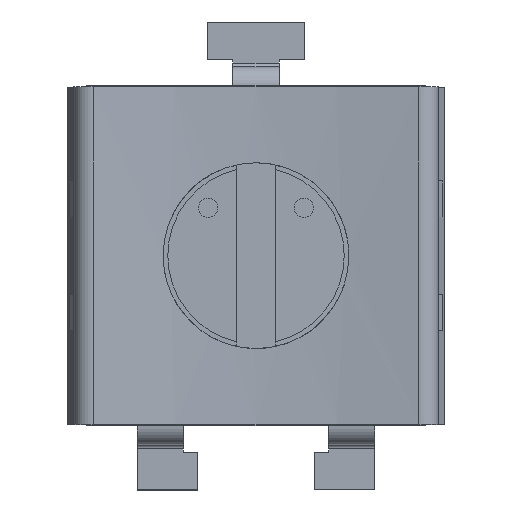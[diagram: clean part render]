
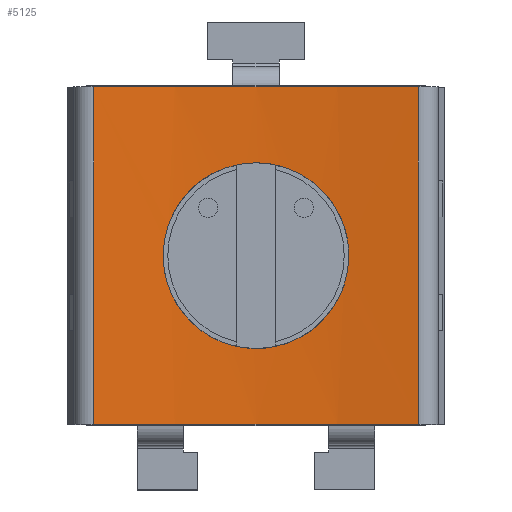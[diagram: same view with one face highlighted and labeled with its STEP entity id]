
A CAD part, top view. The second image highlights one B-rep face of the part: STEP entity #5125.
In plain terms, the highlighted cylindrical face has radius 13.589 mm (diameter 27.178 mm), a partial arc.
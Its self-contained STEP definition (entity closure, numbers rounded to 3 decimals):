
#4368=CARTESIAN_POINT('',(1.23,0.,2.613));
#4369=VERTEX_POINT('',#4368);
#4407=CARTESIAN_POINT('',(-1.23,0.,2.613));
#4408=VERTEX_POINT('',#4407);
#4415=CARTESIAN_POINT('',(1.23,0.,2.613));
#4416=CARTESIAN_POINT('',(1.23,-0.155,2.613));
#4417=CARTESIAN_POINT('',(1.199,-0.319,2.61));
#4418=CARTESIAN_POINT('',(1.074,-0.622,2.599));
#4419=CARTESIAN_POINT('',(0.979,-0.761,2.592));
#4420=CARTESIAN_POINT('',(0.761,-0.979,2.578));
#4421=CARTESIAN_POINT('',(0.622,-1.074,2.57));
#4422=CARTESIAN_POINT('',(0.319,-1.199,2.56));
#4423=CARTESIAN_POINT('',(0.155,-1.23,2.557));
#4424=CARTESIAN_POINT('',(-0.155,-1.23,2.557));
#4425=CARTESIAN_POINT('',(-0.319,-1.199,2.56));
#4426=CARTESIAN_POINT('',(-0.622,-1.074,2.57));
#4427=CARTESIAN_POINT('',(-0.761,-0.979,2.578));
#4428=CARTESIAN_POINT('',(-0.979,-0.761,2.592));
#4429=CARTESIAN_POINT('',(-1.074,-0.622,2.599));
#4430=CARTESIAN_POINT('',(-1.199,-0.319,2.61));
#4431=CARTESIAN_POINT('',(-1.23,-0.155,2.613));
#4432=CARTESIAN_POINT('',(-1.23,0.,2.613));
#4433=B_SPLINE_CURVE_WITH_KNOTS('',3,(#4415,#4416,#4417,#4418,#4419,#4420,#4421,#4422,#4423,#4424,#4425,#4426,#4427,#4428,#4429,#4430,#4431,#4432),.UNSPECIFIED.,.F.,.U.,(4,2,2,2,2,2,2,2,4),(3.709,4.172,4.636,5.1,5.563,6.027,6.49,6.954,7.418),.UNSPECIFIED.);
#4434=EDGE_CURVE('',#4369,#4408,#4433,.T.);
#4889=CARTESIAN_POINT('',(-1.23,0.,2.613));
#4890=CARTESIAN_POINT('',(-1.23,0.155,2.613));
#4891=CARTESIAN_POINT('',(-1.199,0.319,2.61));
#4892=CARTESIAN_POINT('',(-1.074,0.622,2.599));
#4893=CARTESIAN_POINT('',(-0.979,0.761,2.592));
#4894=CARTESIAN_POINT('',(-0.761,0.979,2.578));
#4895=CARTESIAN_POINT('',(-0.622,1.074,2.57));
#4896=CARTESIAN_POINT('',(-0.319,1.199,2.56));
#4897=CARTESIAN_POINT('',(-0.155,1.23,2.557));
#4898=CARTESIAN_POINT('',(0.155,1.23,2.557));
#4899=CARTESIAN_POINT('',(0.319,1.199,2.56));
#4900=CARTESIAN_POINT('',(0.622,1.074,2.57));
#4901=CARTESIAN_POINT('',(0.761,0.979,2.578));
#4902=CARTESIAN_POINT('',(0.979,0.761,2.592));
#4903=CARTESIAN_POINT('',(1.074,0.622,2.599));
#4904=CARTESIAN_POINT('',(1.199,0.319,2.61));
#4905=CARTESIAN_POINT('',(1.23,0.155,2.613));
#4906=CARTESIAN_POINT('',(1.23,0.,2.613));
#4907=B_SPLINE_CURVE_WITH_KNOTS('',3,(#4889,#4890,#4891,#4892,#4893,#4894,#4895,#4896,#4897,#4898,#4899,#4900,#4901,#4902,#4903,#4904,#4905,#4906),.UNSPECIFIED.,.F.,.U.,(4,2,2,2,2,2,2,2,4),(0.0,0.464,0.927,1.391,1.854,2.318,2.782,3.245,3.709),.UNSPECIFIED.);
#4908=EDGE_CURVE('',#4408,#4369,#4907,.T.);
#5061=CARTESIAN_POINT('',(-2.148,-2.235,2.728));
#5062=VERTEX_POINT('',#5061);
#5070=CARTESIAN_POINT('',(-2.148,2.235,2.728));
#5071=VERTEX_POINT('',#5070);
#5072=CARTESIAN_POINT('',(-2.148,2.235,2.728));
#5073=DIRECTION('',(0.0,-1.0,0.0));
#5074=VECTOR('',#5073,4.47);
#5075=LINE('',#5072,#5074);
#5076=EDGE_CURVE('',#5071,#5062,#5075,.T.);
#5089=CARTESIAN_POINT('',(0.,2.235,16.146));
#5090=DIRECTION('',(0.,-1.0,0.0));
#5091=DIRECTION('',(0.0,0.0,-1.0));
#5092=AXIS2_PLACEMENT_3D('',#5089,#5090,#5091);
#5093=CYLINDRICAL_SURFACE('',#5092,13.589);
#5094=CARTESIAN_POINT('',(2.148,-2.235,2.728));
#5095=VERTEX_POINT('',#5094);
#5096=CARTESIAN_POINT('',(0.,-2.235,16.146));
#5097=DIRECTION('',(0.0,-1.0,0.0));
#5098=DIRECTION('',(0.0,0.0,-1.0));
#5099=AXIS2_PLACEMENT_3D('',#5096,#5097,#5098);
#5100=CIRCLE('',#5099,13.589);
#5101=EDGE_CURVE('',#5062,#5095,#5100,.T.);
#5102=ORIENTED_EDGE('',*,*,#5101,.T.);
#5103=CARTESIAN_POINT('',(2.148,2.235,2.728));
#5104=VERTEX_POINT('',#5103);
#5105=CARTESIAN_POINT('',(2.148,2.235,2.728));
#5106=DIRECTION('',(0.0,-1.0,0.0));
#5107=VECTOR('',#5106,4.47);
#5108=LINE('',#5105,#5107);
#5109=EDGE_CURVE('',#5104,#5095,#5108,.T.);
#5110=ORIENTED_EDGE('',*,*,#5109,.F.);
#5111=CARTESIAN_POINT('',(0.,2.235,16.146));
#5112=DIRECTION('',(0.0,-1.0,0.0));
#5113=DIRECTION('',(0.0,0.0,-1.0));
#5114=AXIS2_PLACEMENT_3D('',#5111,#5112,#5113);
#5115=CIRCLE('',#5114,13.589);
#5116=EDGE_CURVE('',#5071,#5104,#5115,.T.);
#5117=ORIENTED_EDGE('',*,*,#5116,.F.);
#5118=ORIENTED_EDGE('',*,*,#5076,.T.);
#5119=EDGE_LOOP('',(#5102,#5110,#5117,#5118));
#5120=FACE_OUTER_BOUND('',#5119,.T.);
#5121=ORIENTED_EDGE('',*,*,#4908,.T.);
#5122=ORIENTED_EDGE('',*,*,#4434,.T.);
#5123=EDGE_LOOP('',(#5121,#5122));
#5124=FACE_BOUND('',#5123,.T.);
#5125=ADVANCED_FACE('',(#5120,#5124),#5093,.F.);
